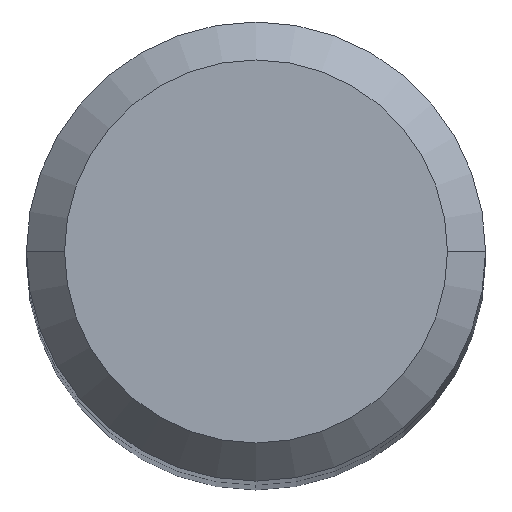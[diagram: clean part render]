
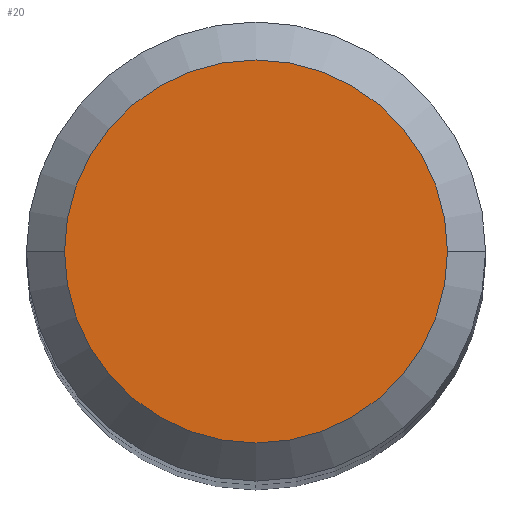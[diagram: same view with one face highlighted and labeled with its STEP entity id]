
A CAD part, top view. The second image highlights one B-rep face of the part: STEP entity #20.
In plain terms, the highlighted planar face has unit normal (0, 0, 1).
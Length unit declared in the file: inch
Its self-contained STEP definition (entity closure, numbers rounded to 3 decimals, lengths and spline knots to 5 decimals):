
#8 = EDGE_CURVE ( 'NONE', #16, #385, #326, .T. ) ;
#12 = DIRECTION ( 'NONE',  ( 1., 0., 0. ) ) ;
#16 = VERTEX_POINT ( 'NONE', #132 ) ;
#20 = ADVANCED_FACE ( 'NONE', ( #253 ), #193, .F. ) ;
#50 = AXIS2_PLACEMENT_3D ( 'NONE', #283, #75, #12 ) ;
#59 = DIRECTION ( 'NONE',  ( 0., 0., 1. ) ) ;
#75 = DIRECTION ( 'NONE',  ( 0., 0., 1. ) ) ;
#91 = AXIS2_PLACEMENT_3D ( 'NONE', #243, #59, #214 ) ;
#101 = CARTESIAN_POINT ( 'NONE',  ( 0., 0., 0. ) ) ;
#132 = CARTESIAN_POINT ( 'NONE',  ( -0.15725, 0., 0. ) ) ;
#149 = AXIS2_PLACEMENT_3D ( 'NONE', #101, #313, #369 ) ;
#166 = ORIENTED_EDGE ( 'NONE', *, *, #8, .T. ) ;
#183 = CIRCLE ( 'NONE', #91, 0.15725 ) ;
#193 = PLANE ( 'NONE',  #149 ) ;
#214 = DIRECTION ( 'NONE',  ( 1., 0., 0. ) ) ;
#243 = CARTESIAN_POINT ( 'NONE',  ( 0., 0., 0. ) ) ;
#253 = FACE_OUTER_BOUND ( 'NONE', #329, .T. ) ;
#272 = CARTESIAN_POINT ( 'NONE',  ( 0.15725, 0., 0. ) ) ;
#283 = CARTESIAN_POINT ( 'NONE',  ( 0., 0., 0. ) ) ;
#313 = DIRECTION ( 'NONE',  ( 0., 0., -1. ) ) ;
#326 = CIRCLE ( 'NONE', #50, 0.15725 ) ;
#329 = EDGE_LOOP ( 'NONE', ( #166, #371 ) ) ;
#369 = DIRECTION ( 'NONE',  ( -1., 0., 0. ) ) ;
#371 = ORIENTED_EDGE ( 'NONE', *, *, #383, .T. ) ;
#383 = EDGE_CURVE ( 'NONE', #385, #16, #183, .T. ) ;
#385 = VERTEX_POINT ( 'NONE', #272 ) ;
